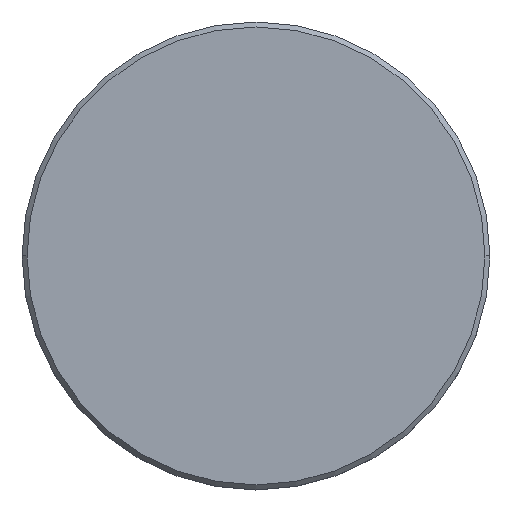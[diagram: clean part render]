
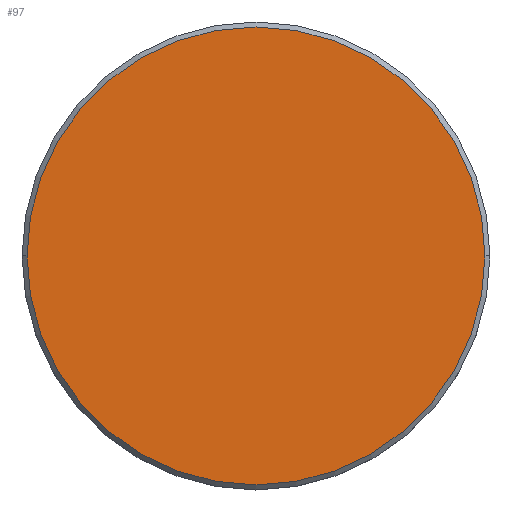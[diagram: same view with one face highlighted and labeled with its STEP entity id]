
A CAD part, top view. The second image highlights one B-rep face of the part: STEP entity #97.
In plain terms, the highlighted planar face has unit normal (0, 0, 1).
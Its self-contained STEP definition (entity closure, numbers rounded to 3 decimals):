
#10 = VERTEX_POINT ( 'NONE', #791 ) ;
#19 = CARTESIAN_POINT ( 'NONE',  ( 0., 0., 0. ) ) ;
#22 = CIRCLE ( 'NONE', #464, 23. ) ;
#52 = DIRECTION ( 'NONE',  ( 0., 0., 1. ) ) ;
#97 = ADVANCED_FACE ( 'NONE', ( #1025 ), #1116, .T. ) ;
#287 = DIRECTION ( 'NONE',  ( 0., 0., 1. ) ) ;
#353 = EDGE_CURVE ( 'NONE', #10, #535, #22, .T. ) ;
#404 = DIRECTION ( 'NONE',  ( 1., 0., 0. ) ) ;
#464 = AXIS2_PLACEMENT_3D ( 'NONE', #986, #992, #997 ) ;
#535 = VERTEX_POINT ( 'NONE', #602 ) ;
#602 = CARTESIAN_POINT ( 'NONE',  ( 23., 0., 0. ) ) ;
#634 = ORIENTED_EDGE ( 'NONE', *, *, #1031, .T. ) ;
#647 = CIRCLE ( 'NONE', #968, 23. ) ;
#674 = AXIS2_PLACEMENT_3D ( 'NONE', #19, #287, #1029 ) ;
#751 = EDGE_LOOP ( 'NONE', ( #1175, #634 ) ) ;
#791 = CARTESIAN_POINT ( 'NONE',  ( -23., 0., 0. ) ) ;
#876 = CARTESIAN_POINT ( 'NONE',  ( 0., 0., 0. ) ) ;
#968 = AXIS2_PLACEMENT_3D ( 'NONE', #876, #52, #404 ) ;
#986 = CARTESIAN_POINT ( 'NONE',  ( 0., 0., 0. ) ) ;
#992 = DIRECTION ( 'NONE',  ( 0., 0., 1. ) ) ;
#997 = DIRECTION ( 'NONE',  ( 1., 0., 0. ) ) ;
#1025 = FACE_OUTER_BOUND ( 'NONE', #751, .T. ) ;
#1029 = DIRECTION ( 'NONE',  ( 1., 0., 0. ) ) ;
#1031 = EDGE_CURVE ( 'NONE', #535, #10, #647, .T. ) ;
#1116 = PLANE ( 'NONE',  #674 ) ;
#1175 = ORIENTED_EDGE ( 'NONE', *, *, #353, .T. ) ;
